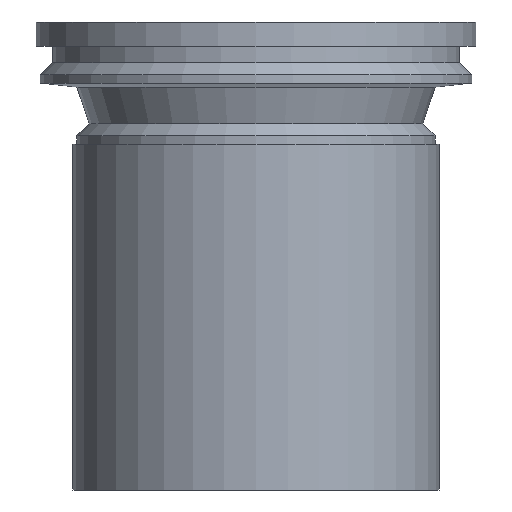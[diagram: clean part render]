
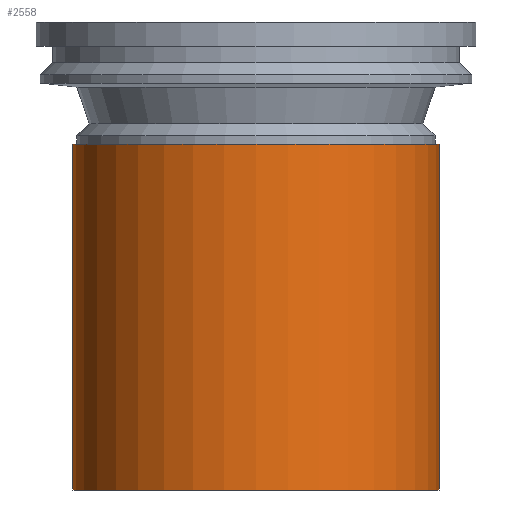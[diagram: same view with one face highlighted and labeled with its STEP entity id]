
A CAD part, front view. The second image highlights one B-rep face of the part: STEP entity #2558.
In plain terms, the highlighted cylindrical face has radius 45 mm (diameter 90 mm), a full revolution.
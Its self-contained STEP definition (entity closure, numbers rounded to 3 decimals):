
#475=CYLINDRICAL_SURFACE('',#2728,45.);
#538=ORIENTED_EDGE('',*,*,#1297,.T.);
#539=ORIENTED_EDGE('',*,*,#1299,.F.);
#1297=EDGE_CURVE('',#1679,#1679,#1943,.T.);
#1299=EDGE_CURVE('',#1681,#1681,#1945,.T.);
#1679=VERTEX_POINT('',#3766);
#1681=VERTEX_POINT('',#3772);
#1943=CIRCLE('',#2723,45.);
#1945=CIRCLE('',#2727,45.);
#2100=EDGE_LOOP('',(#538));
#2101=EDGE_LOOP('',(#539));
#2306=FACE_BOUND('',#2100,.T.);
#2307=FACE_BOUND('',#2101,.T.);
#2558=ADVANCED_FACE('',(#2306,#2307),#475,.T.);
#2723=AXIS2_PLACEMENT_3D('',#3765,#3011,#3012);
#2727=AXIS2_PLACEMENT_3D('',#3771,#3019,#3020);
#2728=AXIS2_PLACEMENT_3D('',#3773,#3021,#3022);
#3011=DIRECTION('',(0.,0.,1.));
#3012=DIRECTION('',(1.,0.,0.));
#3019=DIRECTION('',(0.,0.,1.));
#3020=DIRECTION('',(1.,0.,0.));
#3021=DIRECTION('',(0.,0.,1.));
#3022=DIRECTION('',(1.,0.,0.));
#3765=CARTESIAN_POINT('',(0.,0.,-85.));
#3766=CARTESIAN_POINT('',(45.,0.,-85.));
#3771=CARTESIAN_POINT('',(0.,0.,0.));
#3772=CARTESIAN_POINT('',(45.,0.,0.));
#3773=CARTESIAN_POINT('',(0.,0.,50.));
